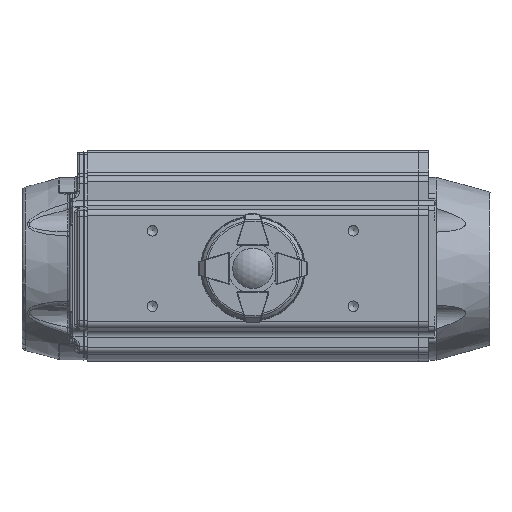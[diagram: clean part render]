
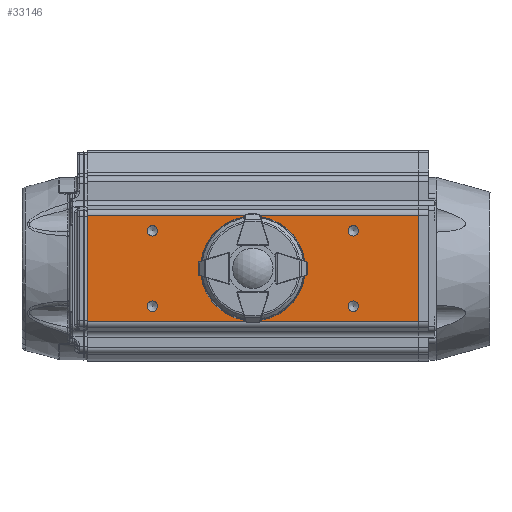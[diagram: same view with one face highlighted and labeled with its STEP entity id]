
A CAD part, top view. The second image highlights one B-rep face of the part: STEP entity #33146.
In plain terms, the highlighted face is planar.
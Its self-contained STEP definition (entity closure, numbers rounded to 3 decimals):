
#2217=LINE('',#73578,#3785);
#2229=LINE('',#73633,#3797);
#2246=LINE('',#73693,#3814);
#2247=LINE('',#73695,#3815);
#3785=VECTOR('',#44008,1000.);
#3797=VECTOR('',#44052,1000.);
#3814=VECTOR('',#44109,1000.);
#3815=VECTOR('',#44112,1000.);
#14439=ORIENTED_EDGE('',*,*,#18832,.F.);
#14440=ORIENTED_EDGE('',*,*,#18886,.T.);
#14441=ORIENTED_EDGE('',*,*,#18859,.T.);
#14442=ORIENTED_EDGE('',*,*,#18885,.F.);
#14443=ORIENTED_EDGE('',*,*,#18781,.T.);
#14444=ORIENTED_EDGE('',*,*,#18783,.T.);
#14445=ORIENTED_EDGE('',*,*,#18785,.T.);
#14446=ORIENTED_EDGE('',*,*,#18787,.T.);
#14447=ORIENTED_EDGE('',*,*,#18789,.T.);
#18781=EDGE_CURVE('',#21731,#21731,#23218,.T.);
#18783=EDGE_CURVE('',#21733,#21733,#23220,.T.);
#18785=EDGE_CURVE('',#21735,#21735,#23222,.T.);
#18787=EDGE_CURVE('',#21737,#21737,#23224,.T.);
#18789=EDGE_CURVE('',#21739,#21739,#23226,.T.);
#18832=EDGE_CURVE('',#21795,#21796,#2217,.T.);
#18859=EDGE_CURVE('',#21823,#21822,#2229,.T.);
#18885=EDGE_CURVE('',#21796,#21822,#2246,.T.);
#18886=EDGE_CURVE('',#21795,#21823,#2247,.T.);
#21731=VERTEX_POINT('',#73419);
#21733=VERTEX_POINT('',#73424);
#21735=VERTEX_POINT('',#73429);
#21737=VERTEX_POINT('',#73434);
#21739=VERTEX_POINT('',#73439);
#21795=VERTEX_POINT('',#73577);
#21796=VERTEX_POINT('',#73579);
#21822=VERTEX_POINT('',#73632);
#21823=VERTEX_POINT('',#73634);
#23218=CIRCLE('',#36228,11.25);
#23220=CIRCLE('',#36231,2.067);
#23222=CIRCLE('',#36234,2.067);
#23224=CIRCLE('',#36237,2.067);
#23226=CIRCLE('',#36240,2.067);
#25650=EDGE_LOOP('',(#14439,#14440,#14441,#14442));
#25651=EDGE_LOOP('',(#14443));
#25652=EDGE_LOOP('',(#14444));
#25653=EDGE_LOOP('',(#14445));
#25654=EDGE_LOOP('',(#14446));
#25655=EDGE_LOOP('',(#14447));
#28096=FACE_BOUND('',#25650,.T.);
#28097=FACE_BOUND('',#25651,.T.);
#28098=FACE_BOUND('',#25652,.T.);
#28099=FACE_BOUND('',#25653,.T.);
#28100=FACE_BOUND('',#25654,.T.);
#28101=FACE_BOUND('',#25655,.T.);
#28767=PLANE('',#36347);
#33146=ADVANCED_FACE('',(#28096,#28097,#28098,#28099,#28100,#28101),#28767,
 .T.);
#36228=AXIS2_PLACEMENT_3D('',#73418,#43834,#43835);
#36231=AXIS2_PLACEMENT_3D('',#73423,#43840,#43841);
#36234=AXIS2_PLACEMENT_3D('',#73428,#43846,#43847);
#36237=AXIS2_PLACEMENT_3D('',#73433,#43852,#43853);
#36240=AXIS2_PLACEMENT_3D('',#73438,#43858,#43859);
#36347=AXIS2_PLACEMENT_3D('',#73694,#44110,#44111);
#43834=DIRECTION('',(0.,-1.,0.));
#43835=DIRECTION('',(-1.,0.,0.));
#43840=DIRECTION('',(0.,-1.,0.));
#43841=DIRECTION('',(-1.,0.,0.));
#43846=DIRECTION('',(0.,-1.,0.));
#43847=DIRECTION('',(-1.,0.,0.));
#43852=DIRECTION('',(0.,-1.,0.));
#43853=DIRECTION('',(-1.,0.,0.));
#43858=DIRECTION('',(0.,-1.,0.));
#43859=DIRECTION('',(-1.,0.,0.));
#44008=DIRECTION('',(-1.,0.,0.));
#44052=DIRECTION('',(-1.,0.,0.));
#44109=DIRECTION('',(0.,0.,-1.));
#44110=DIRECTION('',(0.,1.,0.));
#44111=DIRECTION('',(1.,0.,0.));
#44112=DIRECTION('',(0.,0.,-1.));
#73418=CARTESIAN_POINT('',(0.,44.529,66.));
#73419=CARTESIAN_POINT('',(-11.25,44.529,66.));
#73423=CARTESIAN_POINT('',(15.,44.529,26.));
#73424=CARTESIAN_POINT('',(12.933,44.529,26.));
#73428=CARTESIAN_POINT('',(-15.,44.529,26.));
#73429=CARTESIAN_POINT('',(-17.067,44.529,26.));
#73433=CARTESIAN_POINT('',(-15.,44.529,106.));
#73434=CARTESIAN_POINT('',(-17.067,44.529,106.));
#73438=CARTESIAN_POINT('',(15.,44.529,106.));
#73439=CARTESIAN_POINT('',(12.933,44.529,106.));
#73577=CARTESIAN_POINT('',(21.249,44.529,132.));
#73578=CARTESIAN_POINT('',(5.25,44.529,132.));
#73579=CARTESIAN_POINT('',(-21.249,44.529,132.));
#73632=CARTESIAN_POINT('',(-21.249,44.529,0.));
#73633=CARTESIAN_POINT('',(5.25,44.529,0.));
#73634=CARTESIAN_POINT('',(21.249,44.529,0.));
#73693=CARTESIAN_POINT('',(-21.249,44.529,0.));
#73694=CARTESIAN_POINT('',(21.249,44.529,0.));
#73695=CARTESIAN_POINT('',(21.249,44.529,0.));
